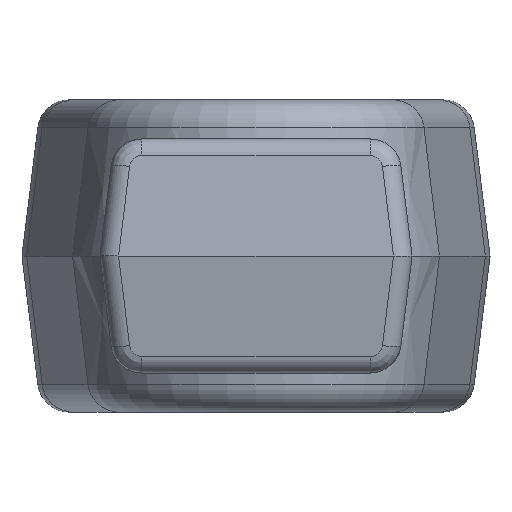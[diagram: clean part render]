
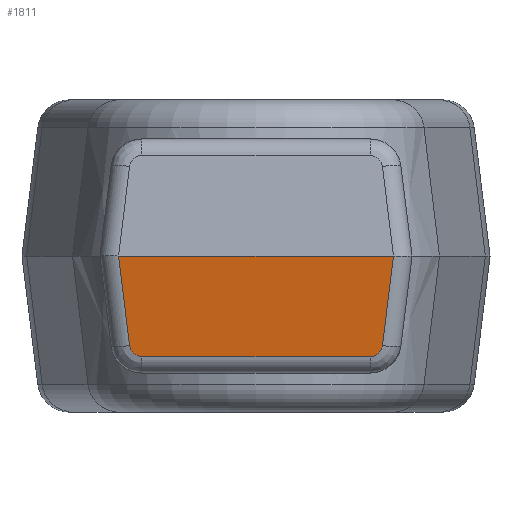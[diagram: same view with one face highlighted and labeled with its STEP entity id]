
A CAD part, front view. The second image highlights one B-rep face of the part: STEP entity #1811.
In plain terms, the highlighted planar face has unit normal (0, -0.993, -0.122).
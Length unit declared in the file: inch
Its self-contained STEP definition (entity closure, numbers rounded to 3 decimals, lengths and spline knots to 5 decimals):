
#197 = PLANE ( 'NONE',  #8213 ) ;
#824 = CARTESIAN_POINT ( 'NONE',  ( -0.4026, -7.71215, -0.30825 ) ) ;
#883 = ORIENTED_EDGE ( 'NONE', *, *, #10611, .T. ) ;
#922 = CARTESIAN_POINT ( 'NONE',  ( -0.40519, -7.71474, -0.28719 ) ) ;
#1015 = DIRECTION ( 'NONE',  ( 0., 0.122, -0.993 ) ) ;
#1065 = FACE_OUTER_BOUND ( 'NONE', #8526, .T. ) ;
#1574 = CARTESIAN_POINT ( 'NONE',  ( -0.5, -7.75, 0. ) ) ;
#1707 = EDGE_CURVE ( 'NONE', #3929, #2271, #2101, .T. ) ;
#1737 = CARTESIAN_POINT ( 'NONE',  ( -0.3867, -7.71043, -0.32231 ) ) ;
#1811 = ADVANCED_FACE ( 'NONE', ( #1065 ), #197, .T. ) ;
#1893 =( BOUNDED_CURVE ( )  B_SPLINE_CURVE ( 3, ( #9975, #8080, #5615, #3363 ),
 .UNSPECIFIED., .F., .F. ) 
 B_SPLINE_CURVE_WITH_KNOTS ( ( 4, 4 ),
 ( 3.14159, 4.59022 ),
 .UNSPECIFIED. ) 
 CURVE ( )  GEOMETRIC_REPRESENTATION_ITEM ( )  RATIONAL_B_SPLINE_CURVE ( ( 1., 0.833, 0.833, 1. ) ) 
 REPRESENTATION_ITEM ( '' )  );
#2101 = LINE ( 'NONE', #1574, #4608 ) ;
#2271 = VERTEX_POINT ( 'NONE', #3000 ) ;
#2272 = CARTESIAN_POINT ( 'NONE',  ( -0.44132, -7.75087, 0.0071 ) ) ;
#2596 = EDGE_CURVE ( 'NONE', #4834, #8217, #4132, .T. ) ;
#2741 = CARTESIAN_POINT ( 'NONE',  ( -0.5, -7.75, 0. ) ) ;
#2897 = VECTOR ( 'NONE', #2972, 39.37008 ) ;
#2972 = DIRECTION ( 'NONE',  ( 0.121, -0.121, 0.985 ) ) ;
#3000 = CARTESIAN_POINT ( 'NONE',  ( 0.44045, -7.75, 0. ) ) ;
#3086 = LINE ( 'NONE', #2272, #7598 ) ;
#3352 = DIRECTION ( 'NONE',  ( 1., 0., 0. ) ) ;
#3363 = CARTESIAN_POINT ( 'NONE',  ( 0.40519, -7.71474, -0.28719 ) ) ;
#3725 = EDGE_CURVE ( 'NONE', #8046, #2271, #4471, .T. ) ;
#3929 = VERTEX_POINT ( 'NONE', #5765 ) ;
#4132 = LINE ( 'NONE', #8394, #7881 ) ;
#4471 = LINE ( 'NONE', #9535, #2897 ) ;
#4608 = VECTOR ( 'NONE', #3352, 39.37008 ) ;
#4834 = VERTEX_POINT ( 'NONE', #7163 ) ;
#4949 = EDGE_CURVE ( 'NONE', #7798, #4834, #10639, .T. ) ;
#5376 = ORIENTED_EDGE ( 'NONE', *, *, #4949, .T. ) ;
#5615 = CARTESIAN_POINT ( 'NONE',  ( 0.4026, -7.71215, -0.30825 ) ) ;
#5619 = CARTESIAN_POINT ( 'NONE',  ( -0.40519, -7.71474, -0.28719 ) ) ;
#5765 = CARTESIAN_POINT ( 'NONE',  ( -0.44045, -7.75, 0. ) ) ;
#5824 = CARTESIAN_POINT ( 'NONE',  ( -0.36548, -7.71043, -0.32231 ) ) ;
#5952 = CARTESIAN_POINT ( 'NONE',  ( 0.40519, -7.71474, -0.28719 ) ) ;
#6131 = DIRECTION ( 'NONE',  ( 1., 0., 0. ) ) ;
#7163 = CARTESIAN_POINT ( 'NONE',  ( -0.36548, -7.71043, -0.32231 ) ) ;
#7239 = ORIENTED_EDGE ( 'NONE', *, *, #1707, .F. ) ;
#7375 = CARTESIAN_POINT ( 'NONE',  ( 0.36548, -7.71043, -0.32231 ) ) ;
#7598 = VECTOR ( 'NONE', #8828, 39.37008 ) ;
#7798 = VERTEX_POINT ( 'NONE', #5619 ) ;
#7881 = VECTOR ( 'NONE', #6131, 39.37008 ) ;
#8042 = ORIENTED_EDGE ( 'NONE', *, *, #2596, .T. ) ;
#8046 = VERTEX_POINT ( 'NONE', #5952 ) ;
#8080 = CARTESIAN_POINT ( 'NONE',  ( 0.3867, -7.71043, -0.32231 ) ) ;
#8193 = ORIENTED_EDGE ( 'NONE', *, *, #8990, .T. ) ;
#8213 = AXIS2_PLACEMENT_3D ( 'NONE', #2741, #10165, #1015 ) ;
#8217 = VERTEX_POINT ( 'NONE', #7375 ) ;
#8394 = CARTESIAN_POINT ( 'NONE',  ( 0.36548, -7.71043, -0.32231 ) ) ;
#8526 = EDGE_LOOP ( 'NONE', ( #7239, #8193, #5376, #8042, #883, #9690 ) ) ;
#8828 = DIRECTION ( 'NONE',  ( 0.121, 0.121, -0.985 ) ) ;
#8990 = EDGE_CURVE ( 'NONE', #3929, #7798, #3086, .T. ) ;
#9535 = CARTESIAN_POINT ( 'NONE',  ( 0.42668, -7.73624, -0.11209 ) ) ;
#9690 = ORIENTED_EDGE ( 'NONE', *, *, #3725, .T. ) ;
#9975 = CARTESIAN_POINT ( 'NONE',  ( 0.36548, -7.71043, -0.32231 ) ) ;
#10165 = DIRECTION ( 'NONE',  ( 0., -0.993, -0.122 ) ) ;
#10611 = EDGE_CURVE ( 'NONE', #8217, #8046, #1893, .T. ) ;
#10639 =( BOUNDED_CURVE ( )  B_SPLINE_CURVE ( 3, ( #922, #824, #1737, #5824 ),
 .UNSPECIFIED., .F., .T. ) 
 B_SPLINE_CURVE_WITH_KNOTS ( ( 4, 4 ),
 ( 4.83456, 6.28319 ),
 .UNSPECIFIED. ) 
 CURVE ( )  GEOMETRIC_REPRESENTATION_ITEM ( )  RATIONAL_B_SPLINE_CURVE ( ( 1., 0.833, 0.833, 1. ) ) 
 REPRESENTATION_ITEM ( '' )  );
